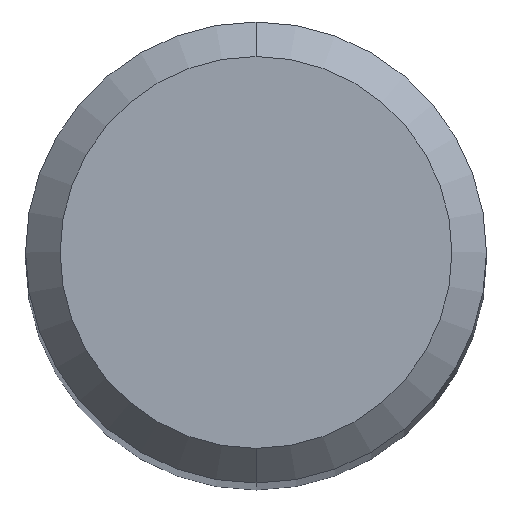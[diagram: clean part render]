
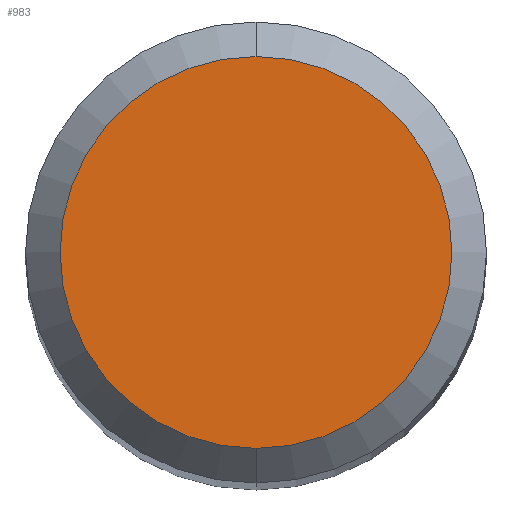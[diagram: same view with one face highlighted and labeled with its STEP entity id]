
A CAD part, top view. The second image highlights one B-rep face of the part: STEP entity #983.
In plain terms, the highlighted planar face has unit normal (0, 0, 1).
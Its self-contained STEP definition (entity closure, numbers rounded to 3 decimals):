
#455=EDGE_CURVE('',#1093,#463,#1283,.T.);
#463=VERTEX_POINT('',#1292);
#983=ADVANCED_FACE('',(#1860),#1861,.T.);
#995=EDGE_CURVE('',#463,#1093,#1875,.T.);
#1093=VERTEX_POINT('',#1977);
#1283=CIRCLE('',#2208,1.7);
#1292=CARTESIAN_POINT('',(0.,-1.7,0.0));
#1860=FACE_OUTER_BOUND('',#4359,.T.);
#1861=PLANE('',#4360);
#1875=CIRCLE('',#4378,1.7);
#1977=CARTESIAN_POINT('',(0.0,1.7,0.0));
#2208=AXIS2_PLACEMENT_3D('',#5598,#5599,#5600);
#4359=EDGE_LOOP('',(#6238,#6239));
#4360=AXIS2_PLACEMENT_3D('',#6240,#6241,#6242);
#4378=AXIS2_PLACEMENT_3D('',#6264,#6265,#6266);
#5598=CARTESIAN_POINT('',(0.0,0.0,0.0));
#5599=DIRECTION('',(0.0,0.0,-1.0));
#5600=DIRECTION('',(0.0,1.0,0.0));
#6238=ORIENTED_EDGE('',*,*,#455,.F.);
#6239=ORIENTED_EDGE('',*,*,#995,.F.);
#6240=CARTESIAN_POINT('',(0.0,0.85,0.0));
#6241=DIRECTION('',(-0.0,0.0,1.0));
#6242=DIRECTION('',(0.0,-1.0,0.0));
#6264=CARTESIAN_POINT('',(0.0,0.0,0.0));
#6265=DIRECTION('',(0.0,0.0,-1.0));
#6266=DIRECTION('',(0.0,1.0,0.0));
